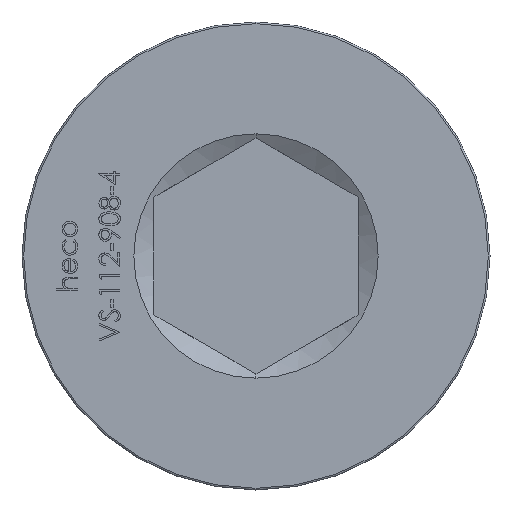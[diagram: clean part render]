
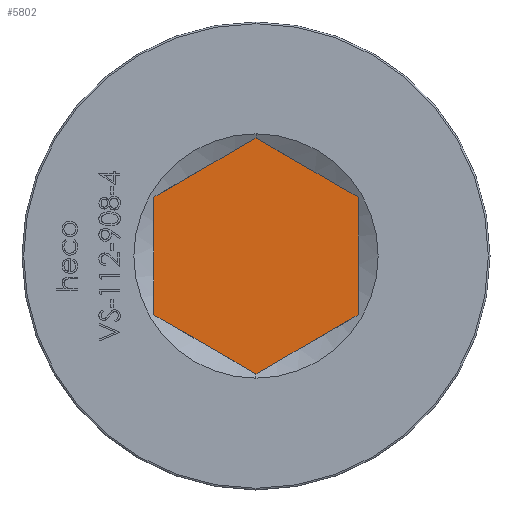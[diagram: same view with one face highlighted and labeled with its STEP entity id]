
A CAD part, left-side view. The second image highlights one B-rep face of the part: STEP entity #5802.
In plain terms, the highlighted planar face has unit normal (-1, 0, 0).
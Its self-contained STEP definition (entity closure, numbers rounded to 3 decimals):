
#142 = VERTEX_POINT ( 'NONE', #6628 ) ;
#507 = ORIENTED_EDGE ( 'NONE', *, *, #11389, .T. ) ;
#2532 = CIRCLE ( 'NONE', #3461, 14.356 ) ;
#2626 = PLANE ( 'NONE',  #8210 ) ;
#2751 = CIRCLE ( 'NONE', #4974, 14.356 ) ;
#3461 = AXIS2_PLACEMENT_3D ( 'NONE', #8973, #4524, #4656 ) ;
#3673 = CARTESIAN_POINT ( 'NONE',  ( 8.5, 0., 14.356 ) ) ;
#3964 = EDGE_LOOP ( 'NONE', ( #507, #4400 ) ) ;
#4400 = ORIENTED_EDGE ( 'NONE', *, *, #10222, .T. ) ;
#4524 = DIRECTION ( 'NONE',  ( -1., 0., 0. ) ) ;
#4656 = DIRECTION ( 'NONE',  ( 0., 0., 1. ) ) ;
#4781 = VERTEX_POINT ( 'NONE', #3673 ) ;
#4974 = AXIS2_PLACEMENT_3D ( 'NONE', #5297, #12836, #6398 ) ;
#5297 = CARTESIAN_POINT ( 'NONE',  ( 8.5, 0., 0. ) ) ;
#5719 = FACE_OUTER_BOUND ( 'NONE', #3964, .T. ) ;
#5802 = ADVANCED_FACE ( 'NONE', ( #5719 ), #2626, .T. ) ;
#5865 = DIRECTION ( 'NONE',  ( -1., 0., 0. ) ) ;
#6398 = DIRECTION ( 'NONE',  ( 0., 0., 1. ) ) ;
#6628 = CARTESIAN_POINT ( 'NONE',  ( 8.5, 0., -14.356 ) ) ;
#8210 = AXIS2_PLACEMENT_3D ( 'NONE', #13464, #5865, #12412 ) ;
#8973 = CARTESIAN_POINT ( 'NONE',  ( 8.5, 0., 0. ) ) ;
#10222 = EDGE_CURVE ( 'NONE', #142, #4781, #2751, .T. ) ;
#11389 = EDGE_CURVE ( 'NONE', #4781, #142, #2532, .T. ) ;
#12412 = DIRECTION ( 'NONE',  ( 0., 0., 1. ) ) ;
#12836 = DIRECTION ( 'NONE',  ( -1., 0., 0. ) ) ;
#13464 = CARTESIAN_POINT ( 'NONE',  ( 8.5, 0., -14.356 ) ) ;
